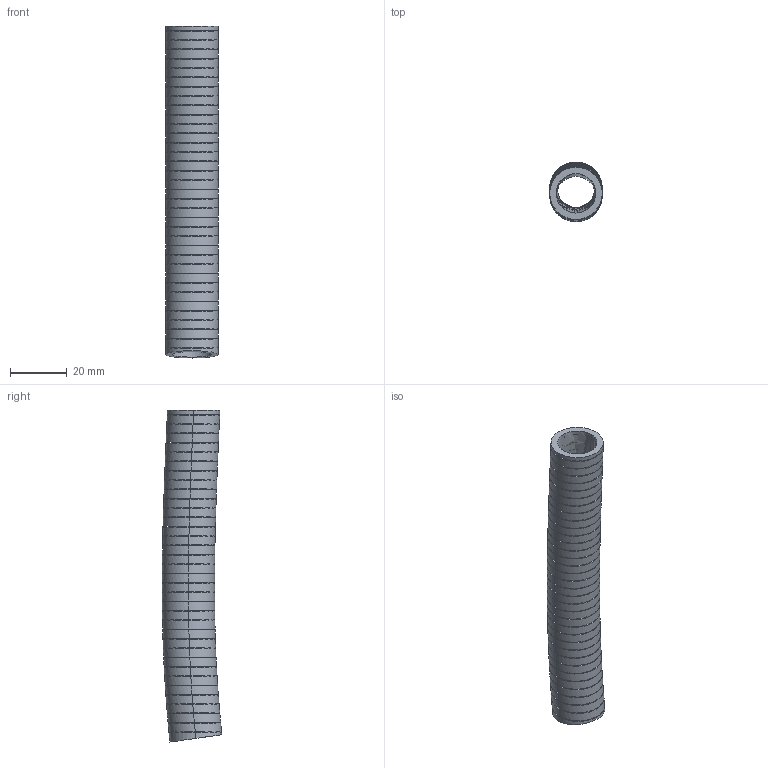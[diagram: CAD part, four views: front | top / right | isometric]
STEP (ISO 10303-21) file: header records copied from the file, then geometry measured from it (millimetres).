
FILE_DESCRIPTION (( 'STEP AP214' ), '1' );
FILE_NAME ('SM-1013-HY.STEP', '2007-12-08T04:53:42', ( '*' ), ( '' ), 'SwSTEP 2.0', 'SolidWorks 2007', '' );
FILE_SCHEMA (( 'AUTOMOTIVE_DESIGN' ));
Length unit declared in the file: inch
Products named in the file (1): SM-1013-HY
Bounding box: 18.54 x 21.09 x 117.36 mm (x, y, z)
Volume: 12635.3 mm3; surface area: 19200.6 mm2
Topology: 1 solids, 1 shells, 216 faces, 432 edges, 288 vertices
Faces by surface type: bspline 74, plane 72, cylinder 70
Entity records: 17241 total; most frequent: CARTESIAN_POINT 10439, ORIENTED_EDGE 864, DIRECTION 652, EDGE_CURVE 432, AXIS2_PLACEMENT_3D 291, VERTEX_POINT 288, EDGE_LOOP 288, UNCERTAINTY_MEASURE_WITH_UNIT 218
